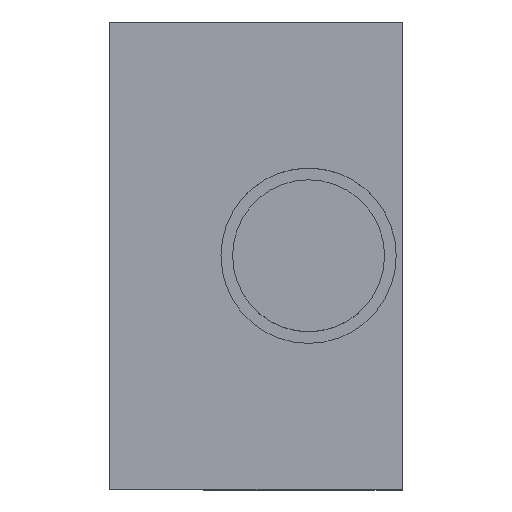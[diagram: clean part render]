
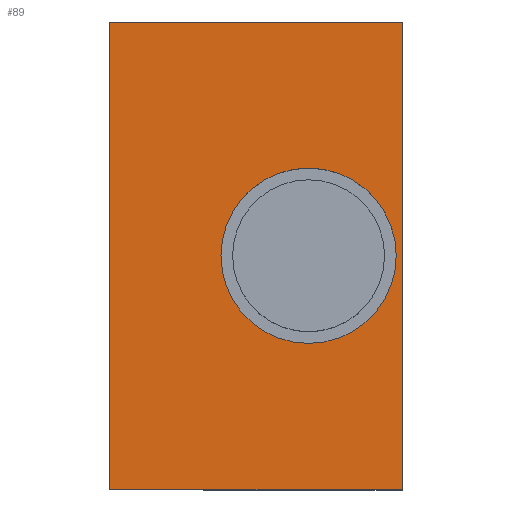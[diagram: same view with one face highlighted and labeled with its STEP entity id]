
A CAD part, top view. The second image highlights one B-rep face of the part: STEP entity #89.
In plain terms, the highlighted planar face has unit normal (0, 0, 1).
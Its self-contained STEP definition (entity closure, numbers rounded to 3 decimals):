
#89=ADVANCED_FACE('',(#186,#187),#188,.T.);
#186=FACE_BOUND('',#297,.T.);
#187=FACE_OUTER_BOUND('',#298,.T.);
#188=PLANE('',#299);
#297=EDGE_LOOP('',(#456,#457));
#298=EDGE_LOOP('',(#458,#459,#460,#461));
#299=AXIS2_PLACEMENT_3D('',#462,#463,#464);
#456=ORIENTED_EDGE('',*,*,#620,.T.);
#457=ORIENTED_EDGE('',*,*,#622,.T.);
#458=ORIENTED_EDGE('',*,*,#658,.T.);
#459=ORIENTED_EDGE('',*,*,#632,.F.);
#460=ORIENTED_EDGE('',*,*,#659,.F.);
#461=ORIENTED_EDGE('',*,*,#655,.T.);
#462=CARTESIAN_POINT('',(4.5,-20.0,25.0));
#463=DIRECTION('',(0.0,0.0,1.0));
#464=DIRECTION('',(1.0,-0.0,0.0));
#620=EDGE_CURVE('',#720,#724,#726,.T.);
#622=EDGE_CURVE('',#724,#720,#728,.T.);
#632=EDGE_CURVE('',#740,#735,#742,.T.);
#655=EDGE_CURVE('',#776,#774,#777,.T.);
#658=EDGE_CURVE('',#774,#735,#780,.T.);
#659=EDGE_CURVE('',#776,#740,#781,.T.);
#720=VERTEX_POINT('',#864);
#724=VERTEX_POINT('',#869);
#726=CIRCLE('',#872,7.5);
#728=CIRCLE('',#874,7.5);
#735=VERTEX_POINT('',#881);
#740=VERTEX_POINT('',#888);
#742=LINE('',#891,#892);
#774=VERTEX_POINT('',#939);
#776=VERTEX_POINT('',#942);
#777=LINE('',#943,#944);
#780=LINE('',#948,#949);
#781=LINE('',#950,#951);
#864=CARTESIAN_POINT('',(1.5,0.0,25.0));
#869=CARTESIAN_POINT('',(16.5,0.,25.0));
#872=AXIS2_PLACEMENT_3D('',#1052,#1053,#1054);
#874=AXIS2_PLACEMENT_3D('',#1055,#1056,#1057);
#881=CARTESIAN_POINT('',(-8.0,20.0,25.0));
#888=CARTESIAN_POINT('',(-8.0,-20.0,25.0));
#891=CARTESIAN_POINT('',(-8.0,-20.0,25.0));
#892=VECTOR('',#1070,1.0);
#939=CARTESIAN_POINT('',(17.0,20.0,25.0));
#942=CARTESIAN_POINT('',(17.0,-20.0,25.0));
#943=CARTESIAN_POINT('',(17.0,-20.0,25.0));
#944=VECTOR('',#1087,1.0);
#948=CARTESIAN_POINT('',(17.0,20.0,25.0));
#949=VECTOR('',#1089,1.0);
#950=CARTESIAN_POINT('',(17.0,-20.0,25.0));
#951=VECTOR('',#1090,1.0);
#1052=CARTESIAN_POINT('',(9.0,0.0,25.0));
#1053=DIRECTION('',(-0.0,0.0,-1.0));
#1054=DIRECTION('',(-1.0,0.0,0.0));
#1055=CARTESIAN_POINT('',(9.0,0.0,25.0));
#1056=DIRECTION('',(-0.0,0.0,-1.0));
#1057=DIRECTION('',(-1.0,0.0,0.0));
#1070=DIRECTION('',(0.0,1.0,0.0));
#1087=DIRECTION('',(0.0,1.0,0.0));
#1089=DIRECTION('',(-1.0,0.0,0.0));
#1090=DIRECTION('',(-1.0,0.0,0.0));
